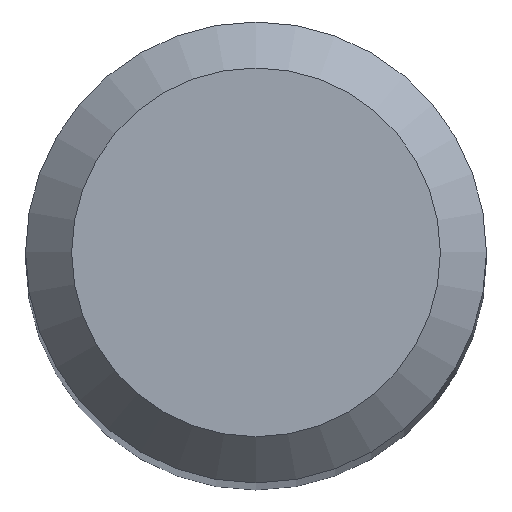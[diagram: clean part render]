
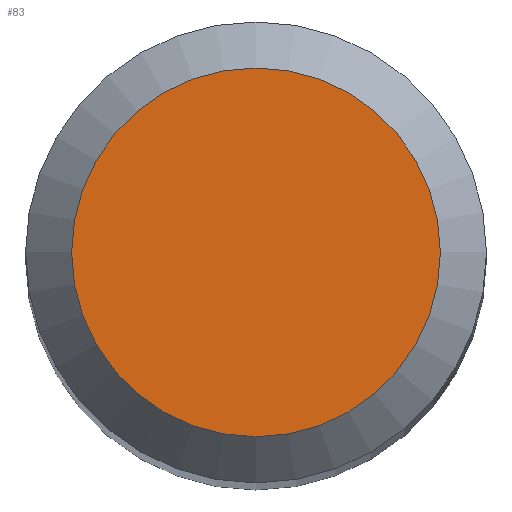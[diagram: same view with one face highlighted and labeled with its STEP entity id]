
A CAD part, top view. The second image highlights one B-rep face of the part: STEP entity #83.
In plain terms, the highlighted planar face has unit normal (0, 0, 1).
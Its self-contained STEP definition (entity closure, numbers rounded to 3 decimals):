
#11 = DIRECTION ( 'NONE',  ( 0., 0., -1. ) ) ;
#47 = AXIS2_PLACEMENT_3D ( 'NONE', #225, #11, #161 ) ;
#66 = VERTEX_POINT ( 'NONE', #233 ) ;
#71 = ORIENTED_EDGE ( 'NONE', *, *, #122, .T. ) ;
#83 = ADVANCED_FACE ( 'NONE', ( #204 ), #203, .F. ) ;
#101 = AXIS2_PLACEMENT_3D ( 'NONE', #206, #103, #270 ) ;
#103 = DIRECTION ( 'NONE',  ( 0., 0., 1. ) ) ;
#122 = EDGE_CURVE ( 'NONE', #66, #66, #194, .T. ) ;
#142 = EDGE_LOOP ( 'NONE', ( #71 ) ) ;
#161 = DIRECTION ( 'NONE',  ( -1., 0., 0. ) ) ;
#194 = CIRCLE ( 'NONE', #101, 1.2 ) ;
#203 = PLANE ( 'NONE',  #47 ) ;
#204 = FACE_OUTER_BOUND ( 'NONE', #142, .T. ) ;
#206 = CARTESIAN_POINT ( 'NONE',  ( 0., 0., 38. ) ) ;
#225 = CARTESIAN_POINT ( 'NONE',  ( 0., 1.2, 38. ) ) ;
#233 = CARTESIAN_POINT ( 'NONE',  ( 1.2, 0., 38. ) ) ;
#270 = DIRECTION ( 'NONE',  ( 1., 0., 0. ) ) ;
